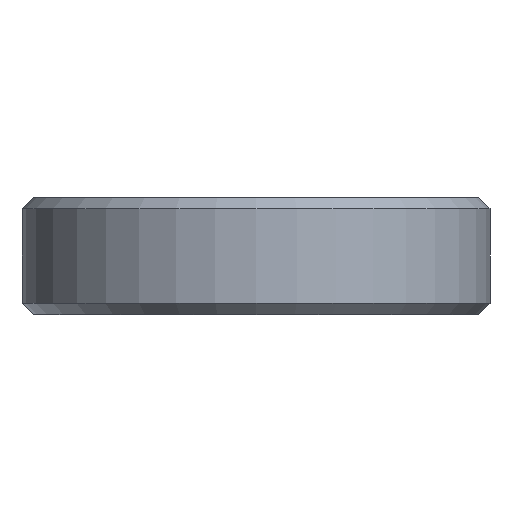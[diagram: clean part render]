
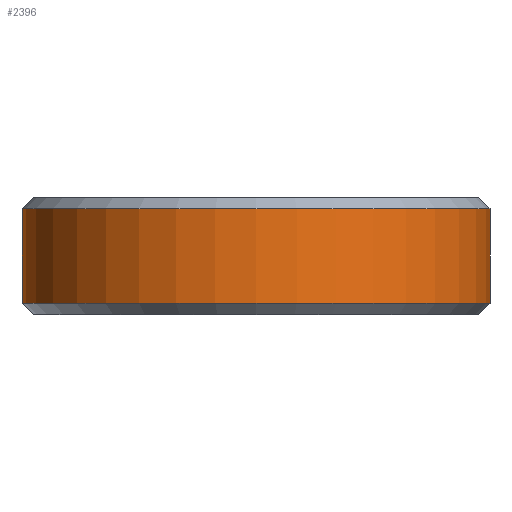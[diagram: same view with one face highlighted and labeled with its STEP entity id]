
A CAD part, left-side view. The second image highlights one B-rep face of the part: STEP entity #2396.
In plain terms, the highlighted cylindrical face has radius 6.25 mm (diameter 12.5 mm), a partial arc.
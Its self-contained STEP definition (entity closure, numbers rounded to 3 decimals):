
#144 = VERTEX_POINT('',#145);
#145 = CARTESIAN_POINT('',(0.,-6.25,0.3));
#161 = CONICAL_SURFACE('',#162,6.25,0.785);
#162 = AXIS2_PLACEMENT_3D('',#163,#164,#165);
#163 = CARTESIAN_POINT('',(0.,0.,0.3));
#164 = DIRECTION('',(0.,0.,1.));
#165 = DIRECTION('',(0.,1.,0.));
#187 = PLANE('',#188);
#188 = AXIS2_PLACEMENT_3D('',#189,#190,#191);
#189 = CARTESIAN_POINT('',(175.,-6.25,0.));
#190 = DIRECTION('',(0.,-1.,0.));
#191 = DIRECTION('',(-1.,0.,0.));
#290 = PLANE('',#291);
#291 = AXIS2_PLACEMENT_3D('',#292,#293,#294);
#292 = CARTESIAN_POINT('',(175.,6.25,0.));
#293 = DIRECTION('',(0.,-1.,0.));
#294 = DIRECTION('',(-1.,0.,0.));
#1189 = VERTEX_POINT('',#1190);
#1190 = CARTESIAN_POINT('',(0.,6.25,0.3));
#1237 = EDGE_CURVE('',#1189,#144,#1238,.T.);
#1238 = SURFACE_CURVE('',#1239,(#1244,#1251),.PCURVE_S1.);
#1239 = CIRCLE('',#1240,6.25);
#1240 = AXIS2_PLACEMENT_3D('',#1241,#1242,#1243);
#1241 = CARTESIAN_POINT('',(0.,0.,0.3));
#1242 = DIRECTION('',(0.,-0.,1.));
#1243 = DIRECTION('',(0.,1.,0.));
#1244 = PCURVE('',#161,#1245);
#1245 = DEFINITIONAL_REPRESENTATION('',(#1246),#1250);
#1246 = LINE('',#1247,#1248);
#1247 = CARTESIAN_POINT('',(0.,-0.));
#1248 = VECTOR('',#1249,1.);
#1249 = DIRECTION('',(1.,-0.));
#1250 = ( GEOMETRIC_REPRESENTATION_CONTEXT(2) 
PARAMETRIC_REPRESENTATION_CONTEXT() REPRESENTATION_CONTEXT('2D SPACE',''
  ) );
#1251 = PCURVE('',#1252,#1257);
#1252 = CYLINDRICAL_SURFACE('',#1253,6.25);
#1253 = AXIS2_PLACEMENT_3D('',#1254,#1255,#1256);
#1254 = CARTESIAN_POINT('',(0.,0.,0.));
#1255 = DIRECTION('',(-0.,-0.,-1.));
#1256 = DIRECTION('',(1.,0.,0.));
#1257 = DEFINITIONAL_REPRESENTATION('',(#1258),#1262);
#1258 = LINE('',#1259,#1260);
#1259 = CARTESIAN_POINT('',(-1.571,-0.3));
#1260 = VECTOR('',#1261,1.);
#1261 = DIRECTION('',(-1.,0.));
#1262 = ( GEOMETRIC_REPRESENTATION_CONTEXT(2) 
PARAMETRIC_REPRESENTATION_CONTEXT() REPRESENTATION_CONTEXT('2D SPACE',''
  ) );
#1271 = VERTEX_POINT('',#1272);
#1272 = CARTESIAN_POINT('',(0.,-6.25,2.825));
#1298 = EDGE_CURVE('',#144,#1271,#1299,.T.);
#1299 = SURFACE_CURVE('',#1300,(#1304,#1311),.PCURVE_S1.);
#1300 = LINE('',#1301,#1302);
#1301 = CARTESIAN_POINT('',(0.,-6.25,0.));
#1302 = VECTOR('',#1303,1.);
#1303 = DIRECTION('',(0.,0.,1.));
#1304 = PCURVE('',#187,#1305);
#1305 = DEFINITIONAL_REPRESENTATION('',(#1306),#1310);
#1306 = LINE('',#1307,#1308);
#1307 = CARTESIAN_POINT('',(175.,0.));
#1308 = VECTOR('',#1309,1.);
#1309 = DIRECTION('',(0.,-1.));
#1310 = ( GEOMETRIC_REPRESENTATION_CONTEXT(2) 
PARAMETRIC_REPRESENTATION_CONTEXT() REPRESENTATION_CONTEXT('2D SPACE',''
  ) );
#1311 = PCURVE('',#1252,#1312);
#1312 = DEFINITIONAL_REPRESENTATION('',(#1313),#1317);
#1313 = LINE('',#1314,#1315);
#1314 = CARTESIAN_POINT('',(-4.712,0.));
#1315 = VECTOR('',#1316,1.);
#1316 = DIRECTION('',(-0.,-1.));
#1317 = ( GEOMETRIC_REPRESENTATION_CONTEXT(2) 
PARAMETRIC_REPRESENTATION_CONTEXT() REPRESENTATION_CONTEXT('2D SPACE',''
  ) );
#1407 = VERTEX_POINT('',#1408);
#1408 = CARTESIAN_POINT('',(0.,6.25,2.825));
#1429 = EDGE_CURVE('',#1189,#1407,#1430,.T.);
#1430 = SURFACE_CURVE('',#1431,(#1435,#1442),.PCURVE_S1.);
#1431 = LINE('',#1432,#1433);
#1432 = CARTESIAN_POINT('',(0.,6.25,0.));
#1433 = VECTOR('',#1434,1.);
#1434 = DIRECTION('',(0.,0.,1.));
#1435 = PCURVE('',#290,#1436);
#1436 = DEFINITIONAL_REPRESENTATION('',(#1437),#1441);
#1437 = LINE('',#1438,#1439);
#1438 = CARTESIAN_POINT('',(175.,0.));
#1439 = VECTOR('',#1440,1.);
#1440 = DIRECTION('',(0.,-1.));
#1441 = ( GEOMETRIC_REPRESENTATION_CONTEXT(2) 
PARAMETRIC_REPRESENTATION_CONTEXT() REPRESENTATION_CONTEXT('2D SPACE',''
  ) );
#1442 = PCURVE('',#1252,#1443);
#1443 = DEFINITIONAL_REPRESENTATION('',(#1444),#1448);
#1444 = LINE('',#1445,#1446);
#1445 = CARTESIAN_POINT('',(-1.571,0.));
#1446 = VECTOR('',#1447,1.);
#1447 = DIRECTION('',(-0.,-1.));
#1448 = ( GEOMETRIC_REPRESENTATION_CONTEXT(2) 
PARAMETRIC_REPRESENTATION_CONTEXT() REPRESENTATION_CONTEXT('2D SPACE',''
  ) );
#2396 = ADVANCED_FACE('',(#2397),#1252,.T.);
#2397 = FACE_BOUND('',#2398,.F.);
#2398 = EDGE_LOOP('',(#2399,#2400,#2427,#2428));
#2399 = ORIENTED_EDGE('',*,*,#1429,.T.);
#2400 = ORIENTED_EDGE('',*,*,#2401,.T.);
#2401 = EDGE_CURVE('',#1407,#1271,#2402,.T.);
#2402 = SURFACE_CURVE('',#2403,(#2408,#2415),.PCURVE_S1.);
#2403 = CIRCLE('',#2404,6.25);
#2404 = AXIS2_PLACEMENT_3D('',#2405,#2406,#2407);
#2405 = CARTESIAN_POINT('',(0.,0.,2.825));
#2406 = DIRECTION('',(0.,-0.,1.));
#2407 = DIRECTION('',(0.,1.,0.));
#2408 = PCURVE('',#1252,#2409);
#2409 = DEFINITIONAL_REPRESENTATION('',(#2410),#2414);
#2410 = LINE('',#2411,#2412);
#2411 = CARTESIAN_POINT('',(-1.571,-2.825));
#2412 = VECTOR('',#2413,1.);
#2413 = DIRECTION('',(-1.,0.));
#2414 = ( GEOMETRIC_REPRESENTATION_CONTEXT(2) 
PARAMETRIC_REPRESENTATION_CONTEXT() REPRESENTATION_CONTEXT('2D SPACE',''
  ) );
#2415 = PCURVE('',#2416,#2421);
#2416 = CONICAL_SURFACE('',#2417,6.25,0.785);
#2417 = AXIS2_PLACEMENT_3D('',#2418,#2419,#2420);
#2418 = CARTESIAN_POINT('',(0.,0.,2.825));
#2419 = DIRECTION('',(-0.,-0.,-1.));
#2420 = DIRECTION('',(0.,1.,0.));
#2421 = DEFINITIONAL_REPRESENTATION('',(#2422),#2426);
#2422 = LINE('',#2423,#2424);
#2423 = CARTESIAN_POINT('',(-0.,-0.));
#2424 = VECTOR('',#2425,1.);
#2425 = DIRECTION('',(-1.,-0.));
#2426 = ( GEOMETRIC_REPRESENTATION_CONTEXT(2) 
PARAMETRIC_REPRESENTATION_CONTEXT() REPRESENTATION_CONTEXT('2D SPACE',''
  ) );
#2427 = ORIENTED_EDGE('',*,*,#1298,.F.);
#2428 = ORIENTED_EDGE('',*,*,#1237,.F.);
